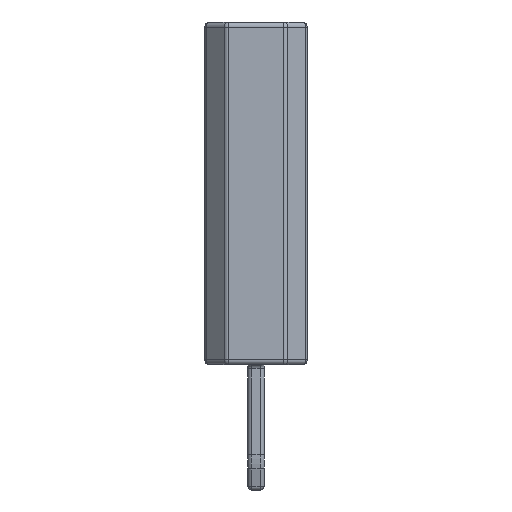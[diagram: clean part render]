
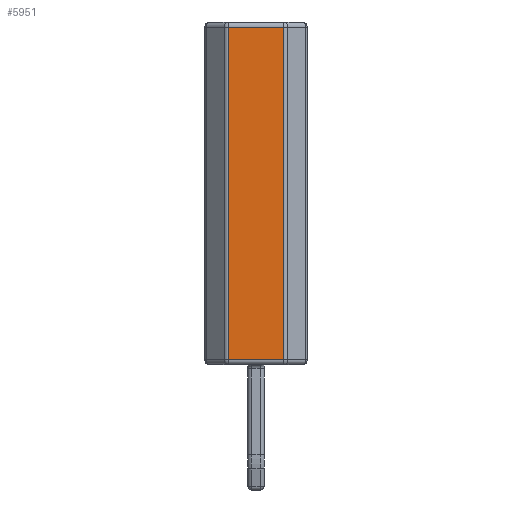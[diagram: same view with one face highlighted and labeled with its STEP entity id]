
A CAD part, left-side view. The second image highlights one B-rep face of the part: STEP entity #5951.
In plain terms, the highlighted planar face has unit normal (-1, 0, 0).
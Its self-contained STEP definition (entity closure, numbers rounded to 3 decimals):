
#5293 = CYLINDRICAL_SURFACE('',#5294,0.125);
#5294 = AXIS2_PLACEMENT_3D('',#5295,#5296,#5297);
#5295 = CARTESIAN_POINT('',(-1.145,0.692,0.));
#5296 = DIRECTION('',(0.,0.,1.));
#5297 = DIRECTION('',(-0.707,0.707,0.));
#5398 = VERTEX_POINT('',#5399);
#5399 = CARTESIAN_POINT('',(-1.27,0.692,0.125));
#5426 = EDGE_CURVE('',#5398,#5427,#5429,.T.);
#5427 = VERTEX_POINT('',#5428);
#5428 = CARTESIAN_POINT('',(-1.27,0.692,8.375));
#5429 = SURFACE_CURVE('',#5430,(#5434,#5441),.PCURVE_S1.);
#5430 = LINE('',#5431,#5432);
#5431 = CARTESIAN_POINT('',(-1.27,0.692,0.));
#5432 = VECTOR('',#5433,1.);
#5433 = DIRECTION('',(0.,0.,1.));
#5434 = PCURVE('',#5293,#5435);
#5435 = DEFINITIONAL_REPRESENTATION('',(#5436),#5440);
#5436 = LINE('',#5437,#5438);
#5437 = CARTESIAN_POINT('',(0.785,0.));
#5438 = VECTOR('',#5439,1.);
#5439 = DIRECTION('',(0.,1.));
#5440 = ( GEOMETRIC_REPRESENTATION_CONTEXT(2) 
PARAMETRIC_REPRESENTATION_CONTEXT() REPRESENTATION_CONTEXT('2D SPACE',''
  ) );
#5441 = PCURVE('',#5442,#5447);
#5442 = PLANE('',#5443);
#5443 = AXIS2_PLACEMENT_3D('',#5444,#5445,#5446);
#5444 = CARTESIAN_POINT('',(-1.27,-0.744,0.));
#5445 = DIRECTION('',(-1.,0.,0.));
#5446 = DIRECTION('',(0.,1.,0.));
#5447 = DEFINITIONAL_REPRESENTATION('',(#5448),#5452);
#5448 = LINE('',#5449,#5450);
#5449 = CARTESIAN_POINT('',(1.436,0.));
#5450 = VECTOR('',#5451,1.);
#5451 = DIRECTION('',(0.,-1.));
#5452 = ( GEOMETRIC_REPRESENTATION_CONTEXT(2) 
PARAMETRIC_REPRESENTATION_CONTEXT() REPRESENTATION_CONTEXT('2D SPACE',''
  ) );
#5656 = CYLINDRICAL_SURFACE('',#5657,0.125);
#5657 = AXIS2_PLACEMENT_3D('',#5658,#5659,#5660);
#5658 = CARTESIAN_POINT('',(-1.145,-0.744,8.375));
#5659 = DIRECTION('',(0.,1.,0.));
#5660 = DIRECTION('',(-1.,0.,0.));
#5938 = CYLINDRICAL_SURFACE('',#5939,0.125);
#5939 = AXIS2_PLACEMENT_3D('',#5940,#5941,#5942);
#5940 = CARTESIAN_POINT('',(-1.145,-0.744,0.125));
#5941 = DIRECTION('',(0.,1.,0.));
#5942 = DIRECTION('',(-1.,0.,0.));
#5951 = ADVANCED_FACE('',(#5952),#5442,.T.);
#5952 = FACE_BOUND('',#5953,.T.);
#5953 = EDGE_LOOP('',(#5954,#5977,#5978,#6001));
#5954 = ORIENTED_EDGE('',*,*,#5955,.T.);
#5955 = EDGE_CURVE('',#5956,#5427,#5958,.T.);
#5956 = VERTEX_POINT('',#5957);
#5957 = CARTESIAN_POINT('',(-1.27,-0.692,8.375));
#5958 = SURFACE_CURVE('',#5959,(#5963,#5970),.PCURVE_S1.);
#5959 = LINE('',#5960,#5961);
#5960 = CARTESIAN_POINT('',(-1.27,-0.744,8.375));
#5961 = VECTOR('',#5962,1.);
#5962 = DIRECTION('',(0.,1.,0.));
#5963 = PCURVE('',#5442,#5964);
#5964 = DEFINITIONAL_REPRESENTATION('',(#5965),#5969);
#5965 = LINE('',#5966,#5967);
#5966 = CARTESIAN_POINT('',(0.,-8.375));
#5967 = VECTOR('',#5968,1.);
#5968 = DIRECTION('',(1.,0.));
#5969 = ( GEOMETRIC_REPRESENTATION_CONTEXT(2) 
PARAMETRIC_REPRESENTATION_CONTEXT() REPRESENTATION_CONTEXT('2D SPACE',''
  ) );
#5970 = PCURVE('',#5656,#5971);
#5971 = DEFINITIONAL_REPRESENTATION('',(#5972),#5976);
#5972 = LINE('',#5973,#5974);
#5973 = CARTESIAN_POINT('',(0.,0.));
#5974 = VECTOR('',#5975,1.);
#5975 = DIRECTION('',(0.,1.));
#5976 = ( GEOMETRIC_REPRESENTATION_CONTEXT(2) 
PARAMETRIC_REPRESENTATION_CONTEXT() REPRESENTATION_CONTEXT('2D SPACE',''
  ) );
#5977 = ORIENTED_EDGE('',*,*,#5426,.F.);
#5978 = ORIENTED_EDGE('',*,*,#5979,.F.);
#5979 = EDGE_CURVE('',#5980,#5398,#5982,.T.);
#5980 = VERTEX_POINT('',#5981);
#5981 = CARTESIAN_POINT('',(-1.27,-0.692,0.125));
#5982 = SURFACE_CURVE('',#5983,(#5987,#5994),.PCURVE_S1.);
#5983 = LINE('',#5984,#5985);
#5984 = CARTESIAN_POINT('',(-1.27,-0.744,0.125));
#5985 = VECTOR('',#5986,1.);
#5986 = DIRECTION('',(0.,1.,0.));
#5987 = PCURVE('',#5442,#5988);
#5988 = DEFINITIONAL_REPRESENTATION('',(#5989),#5993);
#5989 = LINE('',#5990,#5991);
#5990 = CARTESIAN_POINT('',(0.,-0.125));
#5991 = VECTOR('',#5992,1.);
#5992 = DIRECTION('',(1.,0.));
#5993 = ( GEOMETRIC_REPRESENTATION_CONTEXT(2) 
PARAMETRIC_REPRESENTATION_CONTEXT() REPRESENTATION_CONTEXT('2D SPACE',''
  ) );
#5994 = PCURVE('',#5938,#5995);
#5995 = DEFINITIONAL_REPRESENTATION('',(#5996),#6000);
#5996 = LINE('',#5997,#5998);
#5997 = CARTESIAN_POINT('',(-0.,0.));
#5998 = VECTOR('',#5999,1.);
#5999 = DIRECTION('',(-0.,1.));
#6000 = ( GEOMETRIC_REPRESENTATION_CONTEXT(2) 
PARAMETRIC_REPRESENTATION_CONTEXT() REPRESENTATION_CONTEXT('2D SPACE',''
  ) );
#6001 = ORIENTED_EDGE('',*,*,#6002,.T.);
#6002 = EDGE_CURVE('',#5980,#5956,#6003,.T.);
#6003 = SURFACE_CURVE('',#6004,(#6008,#6015),.PCURVE_S1.);
#6004 = LINE('',#6005,#6006);
#6005 = CARTESIAN_POINT('',(-1.27,-0.692,0.));
#6006 = VECTOR('',#6007,1.);
#6007 = DIRECTION('',(0.,0.,1.));
#6008 = PCURVE('',#5442,#6009);
#6009 = DEFINITIONAL_REPRESENTATION('',(#6010),#6014);
#6010 = LINE('',#6011,#6012);
#6011 = CARTESIAN_POINT('',(0.052,0.));
#6012 = VECTOR('',#6013,1.);
#6013 = DIRECTION('',(0.,-1.));
#6014 = ( GEOMETRIC_REPRESENTATION_CONTEXT(2) 
PARAMETRIC_REPRESENTATION_CONTEXT() REPRESENTATION_CONTEXT('2D SPACE',''
  ) );
#6015 = PCURVE('',#6016,#6021);
#6016 = CYLINDRICAL_SURFACE('',#6017,0.125);
#6017 = AXIS2_PLACEMENT_3D('',#6018,#6019,#6020);
#6018 = CARTESIAN_POINT('',(-1.145,-0.692,0.));
#6019 = DIRECTION('',(0.,0.,1.));
#6020 = DIRECTION('',(-1.,0.,0.));
#6021 = DEFINITIONAL_REPRESENTATION('',(#6022),#6026);
#6022 = LINE('',#6023,#6024);
#6023 = CARTESIAN_POINT('',(0.,0.));
#6024 = VECTOR('',#6025,1.);
#6025 = DIRECTION('',(0.,1.));
#6026 = ( GEOMETRIC_REPRESENTATION_CONTEXT(2) 
PARAMETRIC_REPRESENTATION_CONTEXT() REPRESENTATION_CONTEXT('2D SPACE',''
  ) );
